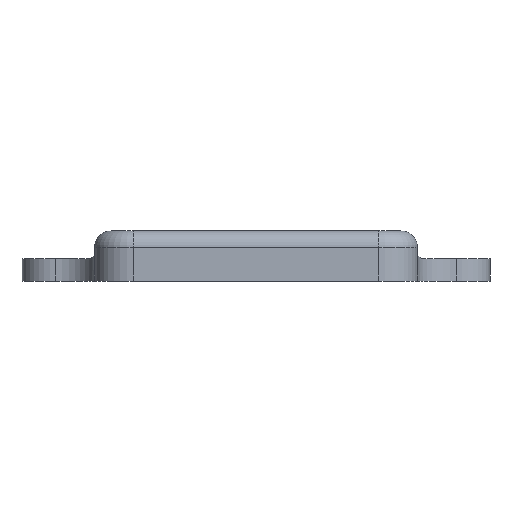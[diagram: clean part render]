
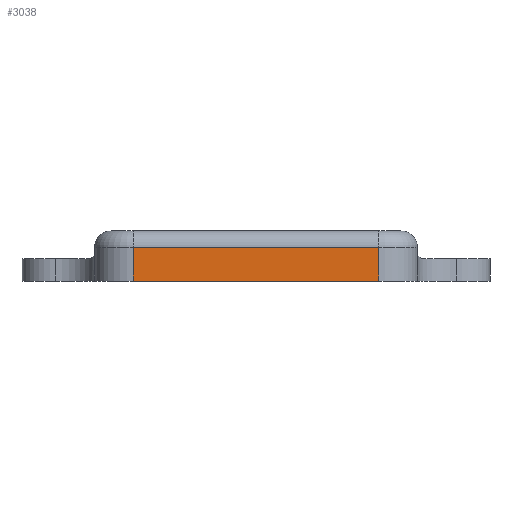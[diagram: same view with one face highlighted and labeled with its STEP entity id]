
A CAD part, left-side view. The second image highlights one B-rep face of the part: STEP entity #3038.
In plain terms, the highlighted planar face has unit normal (-1, 0, 0).
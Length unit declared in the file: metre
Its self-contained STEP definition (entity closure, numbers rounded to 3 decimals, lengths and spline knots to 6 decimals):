
#425=ORIENTED_EDGE('',*,*,#1357,.T.);
#426=ORIENTED_EDGE('',*,*,#1358,.T.);
#427=ORIENTED_EDGE('',*,*,#1359,.T.);
#428=ORIENTED_EDGE('',*,*,#1360,.T.);
#1357=EDGE_CURVE('',#1823,#1824,#2075,.F.);
#1358=EDGE_CURVE('',#1824,#1825,#2076,.F.);
#1359=EDGE_CURVE('',#1825,#1826,#2077,.T.);
#1360=EDGE_CURVE('',#1826,#1823,#2078,.T.);
#1823=VERTEX_POINT('',#4572);
#1824=VERTEX_POINT('',#4573);
#1825=VERTEX_POINT('',#4575);
#1826=VERTEX_POINT('',#4577);
#2075=LINE('',#4571,#2359);
#2076=LINE('',#4574,#2360);
#2077=LINE('',#4576,#2361);
#2078=LINE('',#4578,#2362);
#2359=VECTOR('',#3630,1.);
#2360=VECTOR('',#3631,1.);
#2361=VECTOR('',#3632,1.);
#2362=VECTOR('',#3633,1.);
#2578=EDGE_LOOP('',(#425,#426,#427,#428));
#2772=FACE_BOUND('',#2578,.T.);
#2958=PLANE('',#3292);
#3038=ADVANCED_FACE('',(#2772),#2958,.F.);
#3292=AXIS2_PLACEMENT_3D('',#4570,#3628,#3629);
#3628=DIRECTION('',(1.,0.,0.));
#3629=DIRECTION('',(0.,1.,0.));
#3630=DIRECTION('',(0.,0.,-1.));
#3631=DIRECTION('',(0.,-1.,0.));
#3632=DIRECTION('',(0.,0.,-1.));
#3633=DIRECTION('',(0.,-1.,0.));
#4570=CARTESIAN_POINT('',(-0.0145,0.,0.002));
#4571=CARTESIAN_POINT('',(-0.0145,-0.011,0.002));
#4572=CARTESIAN_POINT('',(-0.0145,-0.011,0.));
#4573=CARTESIAN_POINT('',(-0.0145,-0.011,0.003));
#4574=CARTESIAN_POINT('',(-0.0145,0.011,0.003));
#4575=CARTESIAN_POINT('',(-0.0145,0.011,0.003));
#4576=CARTESIAN_POINT('',(-0.0145,0.011,0.002));
#4577=CARTESIAN_POINT('',(-0.0145,0.011,0.));
#4578=CARTESIAN_POINT('',(-0.0145,0.,0.));
